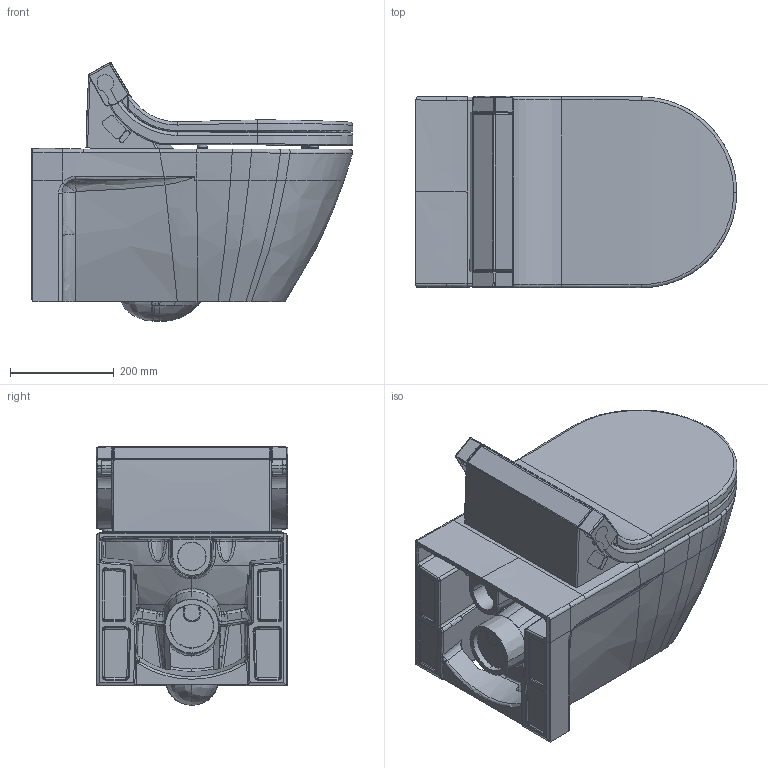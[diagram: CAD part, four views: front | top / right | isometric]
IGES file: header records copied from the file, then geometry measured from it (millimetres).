
Global section: file name: No Iges File Name specified; native system: Autodesk Inventor 2011; preprocessor: AutoDesk Inventor Iges Exporter R2011; author: Administrator; date: 20120413.221642; units: millimetre
Bounding box: 620.73 x 370.13 x 499.47 mm (x, y, z)
Volume: 32680678.2 mm3; surface area: 2325539.2 mm2
Topology: 18 solids, 18 shells, 1388 faces, 3470 edges, 2083 vertices
Faces by surface type: bspline 798, plane 226, cylinder 171, revolution 96, torus 65, sphere 17, cone 15
